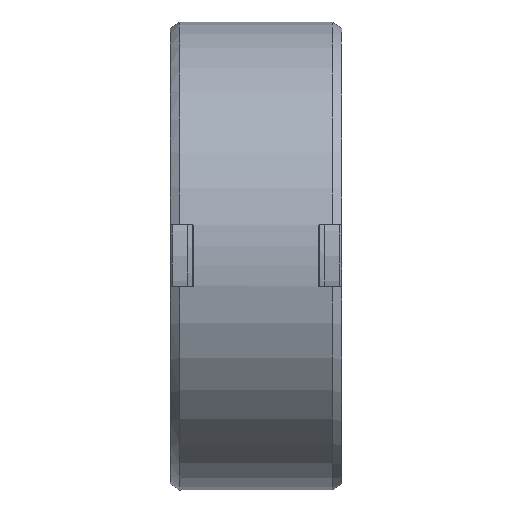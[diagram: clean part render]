
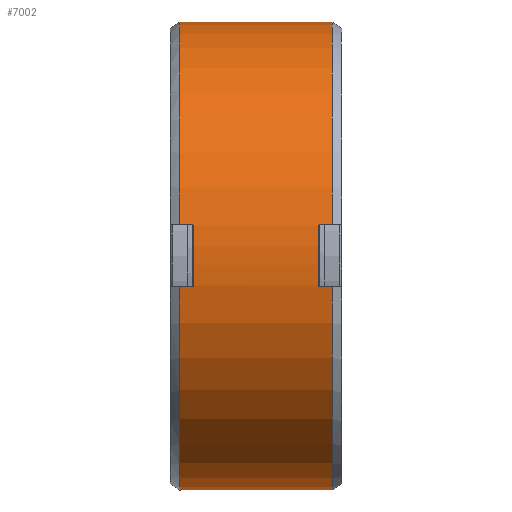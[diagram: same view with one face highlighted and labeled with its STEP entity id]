
A CAD part, top view. The second image highlights one B-rep face of the part: STEP entity #7002.
In plain terms, the highlighted cylindrical face has radius 45 mm (diameter 90 mm), a partial arc.
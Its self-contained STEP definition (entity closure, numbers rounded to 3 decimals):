
#5753=CARTESIAN_POINT('',(-12.,0.,0.));
#5754=DIRECTION('',(1.,0.,0.));
#5755=DIRECTION('',(0.,0.124,0.992));
#5756=AXIS2_PLACEMENT_3D('',#5753,#5754,#5755);
#5945=DIRECTION('',(-1.,0.,0.));
#5946=VECTOR('',#5945,29.4);
#5947=CARTESIAN_POINT('',(14.7,45.,0.));
#5948=LINE('',#5947,#5946);
#5961=CARTESIAN_POINT('',(-14.7,0.,0.));
#5962=DIRECTION('',(1.,0.,0.));
#5963=DIRECTION('',(0.,-0.133,0.991));
#5964=AXIS2_PLACEMENT_3D('',#5961,#5962,#5963);
#5985=CARTESIAN_POINT('',(12.,-5.6,44.65));
#5986=CARTESIAN_POINT('',(12.,-5.656,44.643));
#5987=CARTESIAN_POINT('',(12.022,-5.758,44.63));
#5988=CARTESIAN_POINT('',(12.111,-5.891,44.613));
#5989=CARTESIAN_POINT('',(12.243,-5.979,44.601));
#5990=CARTESIAN_POINT('',(12.345,-6.,44.598));
#5991=CARTESIAN_POINT('',(12.4,-6.,44.598));
#5993=DIRECTION('',(1.,0.,0.));
#5994=VECTOR('',#5993,2.3);
#5995=CARTESIAN_POINT('',(12.4,-6.,44.598));
#5996=LINE('',#5995,#5994);
#5997=DIRECTION('',(-1.,0.,0.));
#5998=VECTOR('',#5997,29.4);
#5999=CARTESIAN_POINT('',(14.7,-45.,0.));
#6000=LINE('',#5999,#5998);
#6001=DIRECTION('',(1.,0.,0.));
#6002=VECTOR('',#6001,2.3);
#6003=CARTESIAN_POINT('',(-14.7,-6.,44.598));
#6004=LINE('',#6003,#6002);
#6005=CARTESIAN_POINT('',(-12.4,-6.,44.598));
#6006=CARTESIAN_POINT('',(-12.345,-6.,44.598));
#6007=CARTESIAN_POINT('',(-12.243,-5.979,
44.601));
#6008=CARTESIAN_POINT('',(-12.111,-5.891,
44.613));
#6009=CARTESIAN_POINT('',(-12.022,-5.759,
44.63));
#6010=CARTESIAN_POINT('',(-12.,-5.656,44.643));
#6011=CARTESIAN_POINT('',(-12.,-5.6,44.65));
#6013=CARTESIAN_POINT('',(-12.,5.6,44.65));
#6014=CARTESIAN_POINT('',(-12.,5.656,44.643));
#6015=CARTESIAN_POINT('',(-12.022,5.758,44.63));
#6016=CARTESIAN_POINT('',(-12.111,5.891,44.613));
#6017=CARTESIAN_POINT('',(-12.243,5.979,44.601));
#6018=CARTESIAN_POINT('',(-12.345,6.,44.598));
#6019=CARTESIAN_POINT('',(-12.4,6.,44.598));
#6021=DIRECTION('',(-1.,0.,0.));
#6022=VECTOR('',#6021,2.3);
#6023=CARTESIAN_POINT('',(-12.4,6.,44.598));
#6024=LINE('',#6023,#6022);
#6025=DIRECTION('',(-1.,0.,0.));
#6026=VECTOR('',#6025,2.3);
#6027=CARTESIAN_POINT('',(14.7,6.,44.598));
#6028=LINE('',#6027,#6026);
#6029=CARTESIAN_POINT('',(12.4,6.,44.598));
#6030=CARTESIAN_POINT('',(12.345,6.,44.598));
#6031=CARTESIAN_POINT('',(12.243,5.979,44.601));
#6032=CARTESIAN_POINT('',(12.111,5.891,44.613));
#6033=CARTESIAN_POINT('',(12.022,5.759,44.63));
#6034=CARTESIAN_POINT('',(12.,5.656,44.643));
#6035=CARTESIAN_POINT('',(12.,5.6,44.65));
#6042=CARTESIAN_POINT('',(12.,0.,0.));
#6043=DIRECTION('',(-1.,0.,0.));
#6044=DIRECTION('',(0.,-0.124,0.992));
#6045=AXIS2_PLACEMENT_3D('',#6042,#6043,#6044);
#6059=CARTESIAN_POINT('',(14.7,0.,0.));
#6060=DIRECTION('',(-1.,0.,0.));
#6061=DIRECTION('',(0.,0.133,0.991));
#6062=AXIS2_PLACEMENT_3D('',#6059,#6060,#6061);
#6129=CARTESIAN_POINT('',(14.7,0.,0.));
#6130=DIRECTION('',(-1.,0.,0.));
#6131=DIRECTION('',(0.,-1.,0.));
#6132=AXIS2_PLACEMENT_3D('',#6129,#6130,#6131);
#6134=CARTESIAN_POINT('',(14.7,-6.,44.598));
#6413=CARTESIAN_POINT('',(-14.7,0.,0.));
#6414=DIRECTION('',(1.,0.,0.));
#6415=DIRECTION('',(0.,1.,0.));
#6416=AXIS2_PLACEMENT_3D('',#6413,#6414,#6415);
#6418=CARTESIAN_POINT('',(-14.7,6.,44.598));
#6483=CARTESIAN_POINT('',(-12.4,-6.,44.598));
#6485=VERTEX_POINT('',#6483);
#6487=CARTESIAN_POINT('',(-14.7,-6.,44.598));
#6488=VERTEX_POINT('',#6487);
#6502=CARTESIAN_POINT('',(-12.,-5.6,44.65));
#6504=VERTEX_POINT('',#6502);
#6505=CARTESIAN_POINT('',(-12.,5.6,44.65));
#6507=VERTEX_POINT('',#6505);
#6518=CARTESIAN_POINT('',(-12.4,6.,44.598));
#6520=VERTEX_POINT('',#6518);
#6525=VERTEX_POINT('',#6418);
#6591=CARTESIAN_POINT('',(12.4,-6.,44.598));
#6592=VERTEX_POINT('',#6591);
#6596=VERTEX_POINT('',#6134);
#6604=VERTEX_POINT('',#5985);
#6607=CARTESIAN_POINT('',(12.,5.6,44.65));
#6608=VERTEX_POINT('',#6607);
#6609=CARTESIAN_POINT('',(14.7,-45.,0.));
#6610=VERTEX_POINT('',#6609);
#6611=CARTESIAN_POINT('',(-14.7,-45.,0.));
#6612=VERTEX_POINT('',#6611);
#6613=CARTESIAN_POINT('',(-14.7,45.,0.));
#6614=VERTEX_POINT('',#6613);
#6615=CARTESIAN_POINT('',(14.7,45.,0.));
#6616=VERTEX_POINT('',#6615);
#6617=CARTESIAN_POINT('',(14.7,6.,44.598));
#6618=VERTEX_POINT('',#6617);
#6619=CARTESIAN_POINT('',(12.4,6.,44.598));
#6620=VERTEX_POINT('',#6619);
#6971=CARTESIAN_POINT('',(-16.5,0.,0.));
#6972=DIRECTION('',(1.,0.,0.));
#6973=DIRECTION('',(0.,-1.,0.));
#6974=AXIS2_PLACEMENT_3D('',#6971,#6972,#6973);
#6975=CYLINDRICAL_SURFACE('',#6974,45.);
#6977=ORIENTED_EDGE('',*,*,#6976,.F.);
#6979=ORIENTED_EDGE('',*,*,#6978,.T.);
#6981=ORIENTED_EDGE('',*,*,#6980,.T.);
#6983=ORIENTED_EDGE('',*,*,#6982,.F.);
#6984=ORIENTED_EDGE('',*,*,#6932,.T.);
#6985=ORIENTED_EDGE('',*,*,#6962,.F.);
#6986=ORIENTED_EDGE('',*,*,#6671,.T.);
#6987=ORIENTED_EDGE('',*,*,#6692,.T.);
#6988=ORIENTED_EDGE('',*,*,#6707,.F.);
#6989=ORIENTED_EDGE('',*,*,#6722,.T.);
#6990=ORIENTED_EDGE('',*,*,#6746,.T.);
#6992=ORIENTED_EDGE('',*,*,#6991,.F.);
#6993=ORIENTED_EDGE('',*,*,#6948,.F.);
#6995=ORIENTED_EDGE('',*,*,#6994,.F.);
#6997=ORIENTED_EDGE('',*,*,#6996,.T.);
#6999=ORIENTED_EDGE('',*,*,#6998,.T.);
#7000=EDGE_LOOP('',(#6977,#6979,#6981,#6983,#6984,#6985,#6986,#6987,#6988,#6989,
#6990,#6992,#6993,#6995,#6997,#6999));
#7001=FACE_OUTER_BOUND('',#7000,.F.);
#5757=CIRCLE('',#5756,45.);
#5965=CIRCLE('',#5964,45.);
#5992=B_SPLINE_CURVE_WITH_KNOTS('',3,(#5985,#5986,#5987,#5988,#5989,#5990,
#5991),.UNSPECIFIED.,.F.,.F.,(4,1,1,1,4),(0.,0.25,0.5,0.75,1.),
.UNSPECIFIED.);
#6012=B_SPLINE_CURVE_WITH_KNOTS('',3,(#6005,#6006,#6007,#6008,#6009,#6010,
#6011),.UNSPECIFIED.,.F.,.F.,(4,1,1,1,4),(0.,0.25,0.5,0.75,1.),
.UNSPECIFIED.);
#6020=B_SPLINE_CURVE_WITH_KNOTS('',3,(#6013,#6014,#6015,#6016,#6017,#6018,
#6019),.UNSPECIFIED.,.F.,.F.,(4,1,1,1,4),(0.,0.25,0.5,0.75,1.),
.UNSPECIFIED.);
#6036=B_SPLINE_CURVE_WITH_KNOTS('',3,(#6029,#6030,#6031,#6032,#6033,#6034,
#6035),.UNSPECIFIED.,.F.,.F.,(4,1,1,1,4),(0.,0.25,0.5,0.75,1.),
.UNSPECIFIED.);
#6046=CIRCLE('',#6045,45.);
#6063=CIRCLE('',#6062,45.);
#6133=CIRCLE('',#6132,45.);
#6417=CIRCLE('',#6416,45.);
#6671=EDGE_CURVE('',#6488,#6485,#6004,.T.);
#6692=EDGE_CURVE('',#6485,#6504,#6012,.T.);
#6707=EDGE_CURVE('',#6507,#6504,#5757,.T.);
#6722=EDGE_CURVE('',#6507,#6520,#6020,.T.);
#6746=EDGE_CURVE('',#6520,#6525,#6024,.T.);
#6932=EDGE_CURVE('',#6610,#6612,#6000,.T.);
#6948=EDGE_CURVE('',#6616,#6614,#5948,.T.);
#6962=EDGE_CURVE('',#6488,#6612,#5965,.T.);
#6976=EDGE_CURVE('',#6604,#6608,#6046,.T.);
#6978=EDGE_CURVE('',#6604,#6592,#5992,.T.);
#6980=EDGE_CURVE('',#6592,#6596,#5996,.T.);
#6982=EDGE_CURVE('',#6610,#6596,#6133,.T.);
#6991=EDGE_CURVE('',#6614,#6525,#6417,.T.);
#6994=EDGE_CURVE('',#6618,#6616,#6063,.T.);
#6996=EDGE_CURVE('',#6618,#6620,#6028,.T.);
#6998=EDGE_CURVE('',#6620,#6608,#6036,.T.);
#7002=ADVANCED_FACE('',(#7001),#6975,.T.);
